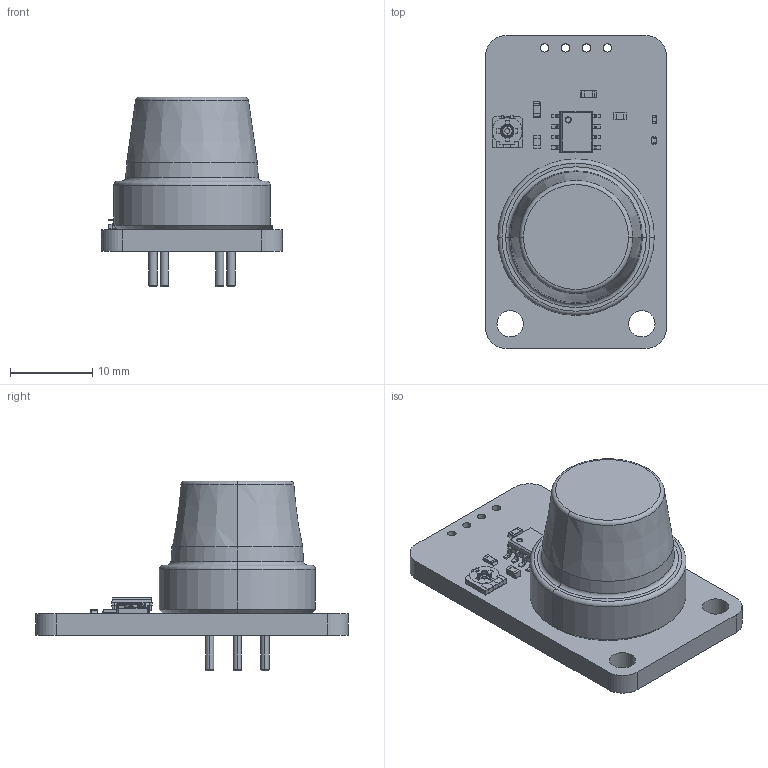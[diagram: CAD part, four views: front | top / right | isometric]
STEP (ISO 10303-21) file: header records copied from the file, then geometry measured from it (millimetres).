
FILE_DESCRIPTION(('KiCad electronic assembly'),'2;1');
FILE_NAME('VOC sensor MQ138 breakout 3D.step','2025-04-28T14:59:32',( 'Pcbnew'),('Kicad'),'Open CASCADE STEP processor 7.8', 'KiCad to STEP converter','Unknown');
FILE_SCHEMA(('AUTOMOTIVE_DESIGN { 1 0 10303 214 1 1 1 1 }'));
Length unit declared in the file: millimetre
Products named in the file (16): VOC sensor MQ138 breakout 3D 1; 0603R; User Library-R0603-1; MQ; User Library-MQ-5; 0402LED; SML-P11MTT86; 0603C; 06035A910JAT2A; User Library-TC-33X-2; 0402R; RL0402JR-070R51L; SOIC-8; SOIC8-150-50; _autosave-VOC sensor MQ138 breakout_PCB
Assembly tree (17 placements, depth 3):
  VOC sensor MQ138 breakout 3D 1
    0603R  x2
      User Library-R0603-1
    MQ
      User Library-MQ-5
    0402LED
      SML-P11MTT86
    0603C  x2
      06035A910JAT2A
    User Library-TC-33X-2
      User Library-TC-33X-2
    0402R
      RL0402JR-070R51L
    SOIC-8
      SOIC8-150-50
    _autosave-VOC sensor MQ138 breakout_PCB
Bounding box: 22 x 38 x 23.06 mm (x, y, z)
Volume: 5654.5 mm3; surface area: 3665.1 mm2
Topology: 23 solids, 23 shells, 645 faces, 1649 edges, 1026 vertices
Faces by surface type: plane 368, cylinder 191, sphere 32, bspline 28, torus 18, cone 8
Full cylindrical faces by diameter (mm): 1 x4, 1.2 x6, 3.2 x2
Entity records: 19422 total; most frequent: CARTESIAN_POINT 3688, DIRECTION 2797, ORIENTED_EDGE 2762, EDGE_CURVE 1381, LINE 951, VECTOR 951, AXIS2_PLACEMENT_3D 923, VERTEX_POINT 886
